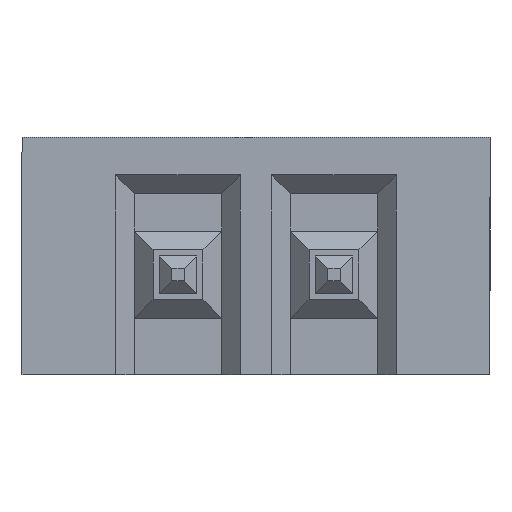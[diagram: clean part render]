
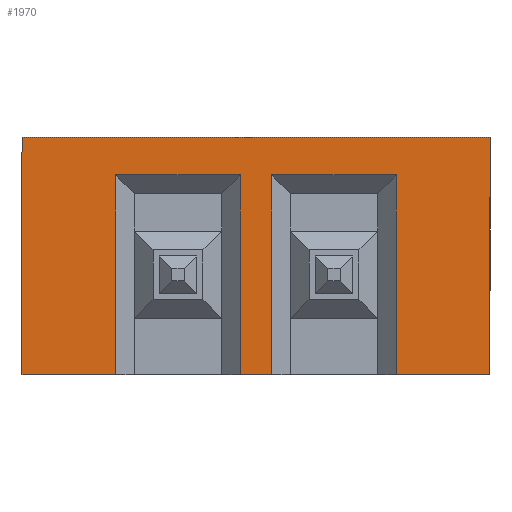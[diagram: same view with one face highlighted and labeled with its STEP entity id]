
A CAD part, front view. The second image highlights one B-rep face of the part: STEP entity #1970.
In plain terms, the highlighted planar face has unit normal (0, -1, 0).
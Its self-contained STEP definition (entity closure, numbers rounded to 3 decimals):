
#51 = ORIENTED_EDGE ( 'NONE', *, *, #1252, .F. ) ;
#94 = CARTESIAN_POINT ( 'NONE',  ( 1., 0., 1.6 ) ) ;
#110 = EDGE_CURVE ( 'NONE', #3958, #1376, #326, .T. ) ;
#161 = DIRECTION ( 'NONE',  ( 0., 0., 1. ) ) ;
#165 = DIRECTION ( 'NONE',  ( 0., 0., -1. ) ) ;
#176 = DIRECTION ( 'NONE',  ( -1., 0., 0. ) ) ;
#220 = VERTEX_POINT ( 'NONE', #1135 ) ;
#233 = LINE ( 'NONE', #2280, #3365 ) ;
#281 = CARTESIAN_POINT ( 'NONE',  ( 5., 0., 2.2 ) ) ;
#308 = LINE ( 'NONE', #1657, #2556 ) ;
#318 = CARTESIAN_POINT ( 'NONE',  ( -2.5, 0., -1.6 ) ) ;
#326 = LINE ( 'NONE', #2350, #927 ) ;
#329 = EDGE_CURVE ( 'NONE', #1799, #1930, #308, .T. ) ;
#425 = VERTEX_POINT ( 'NONE', #4343 ) ;
#473 = EDGE_CURVE ( 'NONE', #2951, #425, #2820, .T. ) ;
#589 = ORIENTED_EDGE ( 'NONE', *, *, #473, .F. ) ;
#596 = ORIENTED_EDGE ( 'NONE', *, *, #3693, .F. ) ;
#597 = DIRECTION ( 'NONE',  ( -1., 0., 0. ) ) ;
#599 = CARTESIAN_POINT ( 'NONE',  ( -1., 0., 1.6 ) ) ;
#620 = EDGE_CURVE ( 'NONE', #220, #1799, #4339, .T. ) ;
#664 = VERTEX_POINT ( 'NONE', #281 ) ;
#702 = ORIENTED_EDGE ( 'NONE', *, *, #2496, .F. ) ;
#726 = DIRECTION ( 'NONE',  ( 0., 0., 1. ) ) ;
#735 = VERTEX_POINT ( 'NONE', #3095 ) ;
#783 = CARTESIAN_POINT ( 'NONE',  ( -2.5, 0., -1.6 ) ) ;
#792 = EDGE_CURVE ( 'NONE', #735, #2913, #3815, .T. ) ;
#838 = ORIENTED_EDGE ( 'NONE', *, *, #3841, .F. ) ;
#843 = VECTOR ( 'NONE', #165, 1000. ) ;
#867 = DIRECTION ( 'NONE',  ( 0., 0., -1. ) ) ;
#868 = FACE_OUTER_BOUND ( 'NONE', #1743, .T. ) ;
#927 = VECTOR ( 'NONE', #3008, 1000. ) ;
#968 = CARTESIAN_POINT ( 'NONE',  ( 1.5, 0., -1.6 ) ) ;
#970 = LINE ( 'NONE', #3628, #2363 ) ;
#971 = DIRECTION ( 'NONE',  ( 0., 0., -1. ) ) ;
#1026 = CARTESIAN_POINT ( 'NONE',  ( 5., 0., -1.6 ) ) ;
#1125 = CARTESIAN_POINT ( 'NONE',  ( -2.5, 0., 2.2 ) ) ;
#1135 = CARTESIAN_POINT ( 'NONE',  ( 1.5, 0., 1.6 ) ) ;
#1149 = CARTESIAN_POINT ( 'NONE',  ( 5., 0., -1.6 ) ) ;
#1252 = EDGE_CURVE ( 'NONE', #1930, #3958, #2409, .T. ) ;
#1376 = VERTEX_POINT ( 'NONE', #599 ) ;
#1429 = CARTESIAN_POINT ( 'NONE',  ( 3.5, 0., -1.6 ) ) ;
#1443 = ORIENTED_EDGE ( 'NONE', *, *, #2701, .F. ) ;
#1477 = CARTESIAN_POINT ( 'NONE',  ( -2.5, 0., -1.6 ) ) ;
#1569 = VECTOR ( 'NONE', #1759, 1000. ) ;
#1657 = CARTESIAN_POINT ( 'NONE',  ( -2.5, 0., -1.6 ) ) ;
#1743 = EDGE_LOOP ( 'NONE', ( #1443, #589, #3773, #838, #702, #596, #3967, #3469, #2342, #51, #2087, #3334 ) ) ;
#1759 = DIRECTION ( 'NONE',  ( -1., 0., 0. ) ) ;
#1799 = VERTEX_POINT ( 'NONE', #968 ) ;
#1888 = CARTESIAN_POINT ( 'NONE',  ( -2.5, 0., -1.6 ) ) ;
#1930 = VERTEX_POINT ( 'NONE', #2606 ) ;
#1970 = ADVANCED_FACE ( 'NONE', ( #868 ), #3900, .F. ) ;
#1987 = CARTESIAN_POINT ( 'NONE',  ( -2.5, 0., -1.6 ) ) ;
#2060 = LINE ( 'NONE', #3145, #3917 ) ;
#2087 = ORIENTED_EDGE ( 'NONE', *, *, #329, .F. ) ;
#2103 = VECTOR ( 'NONE', #3998, 1000. ) ;
#2125 = LINE ( 'NONE', #783, #2366 ) ;
#2134 = DIRECTION ( 'NONE',  ( 1., 0., 0. ) ) ;
#2185 = LINE ( 'NONE', #1149, #843 ) ;
#2238 = DIRECTION ( 'NONE',  ( -1., 0., 0. ) ) ;
#2241 = DIRECTION ( 'NONE',  ( 0., 1., 0. ) ) ;
#2280 = CARTESIAN_POINT ( 'NONE',  ( -1., 0., 1.6 ) ) ;
#2328 = VECTOR ( 'NONE', #3508, 1000. ) ;
#2342 = ORIENTED_EDGE ( 'NONE', *, *, #110, .F. ) ;
#2350 = CARTESIAN_POINT ( 'NONE',  ( -1., 0., 1.6 ) ) ;
#2363 = VECTOR ( 'NONE', #597, 1000. ) ;
#2366 = VECTOR ( 'NONE', #176, 1000. ) ;
#2409 = LINE ( 'NONE', #94, #2800 ) ;
#2496 = EDGE_CURVE ( 'NONE', #2993, #664, #2060, .T. ) ;
#2556 = VECTOR ( 'NONE', #2238, 1000. ) ;
#2606 = CARTESIAN_POINT ( 'NONE',  ( 1., 0., -1.6 ) ) ;
#2701 = EDGE_CURVE ( 'NONE', #425, #220, #970, .T. ) ;
#2765 = VECTOR ( 'NONE', #971, 1000. ) ;
#2800 = VECTOR ( 'NONE', #726, 1000. ) ;
#2820 = LINE ( 'NONE', #3440, #2328 ) ;
#2838 = EDGE_CURVE ( 'NONE', #3311, #2951, #2125, .T. ) ;
#2879 = AXIS2_PLACEMENT_3D ( 'NONE', #1888, #2241, #161 ) ;
#2913 = VERTEX_POINT ( 'NONE', #318 ) ;
#2951 = VERTEX_POINT ( 'NONE', #1429 ) ;
#2956 = CARTESIAN_POINT ( 'NONE',  ( 1., 0., 1.6 ) ) ;
#2993 = VERTEX_POINT ( 'NONE', #1125 ) ;
#3008 = DIRECTION ( 'NONE',  ( -1., 0., 0. ) ) ;
#3095 = CARTESIAN_POINT ( 'NONE',  ( -1., 0., -1.6 ) ) ;
#3145 = CARTESIAN_POINT ( 'NONE',  ( -2.5, 0., 2.2 ) ) ;
#3311 = VERTEX_POINT ( 'NONE', #1026 ) ;
#3334 = ORIENTED_EDGE ( 'NONE', *, *, #620, .F. ) ;
#3345 = CARTESIAN_POINT ( 'NONE',  ( 1.5, 0., 1.6 ) ) ;
#3365 = VECTOR ( 'NONE', #867, 1000. ) ;
#3379 = EDGE_CURVE ( 'NONE', #1376, #735, #233, .T. ) ;
#3440 = CARTESIAN_POINT ( 'NONE',  ( 3.5, 0., 1.6 ) ) ;
#3469 = ORIENTED_EDGE ( 'NONE', *, *, #3379, .F. ) ;
#3508 = DIRECTION ( 'NONE',  ( 0., 0., 1. ) ) ;
#3628 = CARTESIAN_POINT ( 'NONE',  ( 1.5, 0., 1.6 ) ) ;
#3693 = EDGE_CURVE ( 'NONE', #2913, #2993, #4291, .T. ) ;
#3773 = ORIENTED_EDGE ( 'NONE', *, *, #2838, .F. ) ;
#3815 = LINE ( 'NONE', #1477, #1569 ) ;
#3841 = EDGE_CURVE ( 'NONE', #664, #3311, #2185, .T. ) ;
#3900 = PLANE ( 'NONE',  #2879 ) ;
#3917 = VECTOR ( 'NONE', #2134, 1000. ) ;
#3958 = VERTEX_POINT ( 'NONE', #2956 ) ;
#3967 = ORIENTED_EDGE ( 'NONE', *, *, #792, .F. ) ;
#3998 = DIRECTION ( 'NONE',  ( 0., 0., 1. ) ) ;
#4291 = LINE ( 'NONE', #1987, #2103 ) ;
#4339 = LINE ( 'NONE', #3345, #2765 ) ;
#4343 = CARTESIAN_POINT ( 'NONE',  ( 3.5, 0., 1.6 ) ) ;
